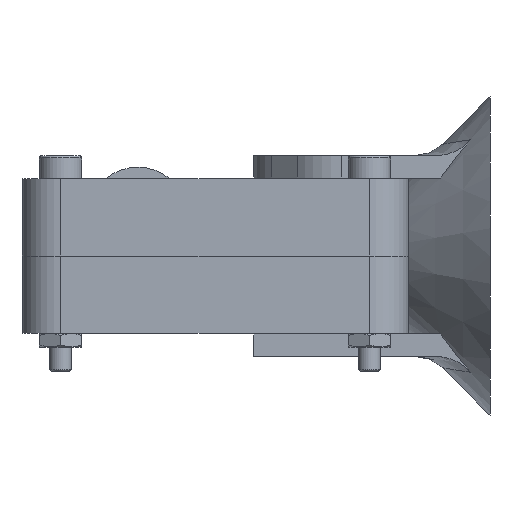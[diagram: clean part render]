
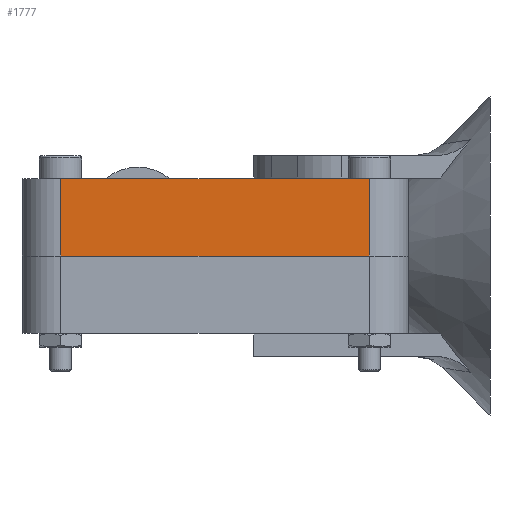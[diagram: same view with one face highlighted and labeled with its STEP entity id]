
A CAD part, front view. The second image highlights one B-rep face of the part: STEP entity #1777.
In plain terms, the highlighted planar face has unit normal (0, -1, 0).
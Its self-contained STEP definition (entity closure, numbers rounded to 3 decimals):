
#192=PLANE('',#1967);
#271=FACE_OUTER_BOUND('',#382,.T.);
#382=EDGE_LOOP('',(#1422,#1423,#1424,#1425));
#507=LINE('',#2796,#648);
#519=LINE('',#2847,#660);
#520=LINE('',#2850,#661);
#521=LINE('',#2851,#662);
#648=VECTOR('',#2241,10.);
#660=VECTOR('',#2297,10.);
#661=VECTOR('',#2300,10.);
#662=VECTOR('',#2301,10.);
#863=VERTEX_POINT('',#2793);
#864=VERTEX_POINT('',#2795);
#880=VERTEX_POINT('',#2843);
#882=VERTEX_POINT('',#2849);
#1056=EDGE_CURVE('',#864,#863,#507,.T.);
#1082=EDGE_CURVE('',#864,#880,#519,.T.);
#1083=EDGE_CURVE('',#882,#863,#520,.T.);
#1084=EDGE_CURVE('',#880,#882,#521,.T.);
#1422=ORIENTED_EDGE('',*,*,#1082,.F.);
#1423=ORIENTED_EDGE('',*,*,#1056,.T.);
#1424=ORIENTED_EDGE('',*,*,#1083,.F.);
#1425=ORIENTED_EDGE('',*,*,#1084,.F.);
#1777=ADVANCED_FACE('',(#271),#192,.T.);
#1967=AXIS2_PLACEMENT_3D('',#2848,#2298,#2299);
#2241=DIRECTION('',(1.,0.,0.));
#2297=DIRECTION('',(0.,0.,1.));
#2298=DIRECTION('center_axis',(0.,-1.,0.));
#2299=DIRECTION('ref_axis',(1.,0.,0.));
#2300=DIRECTION('',(0.,0.,-1.));
#2301=DIRECTION('',(1.,0.,0.));
#2793=CARTESIAN_POINT('',(45.,0.,10.));
#2795=CARTESIAN_POINT('',(5.,0.,10.));
#2796=CARTESIAN_POINT('',(12.5,0.,10.));
#2843=CARTESIAN_POINT('',(5.,0.,20.));
#2847=CARTESIAN_POINT('',(5.,0.,0.));
#2848=CARTESIAN_POINT('Origin',(0.,0.,0.));
#2849=CARTESIAN_POINT('',(45.,0.,20.));
#2850=CARTESIAN_POINT('',(45.,0.,0.));
#2851=CARTESIAN_POINT('',(0.,0.,20.));
